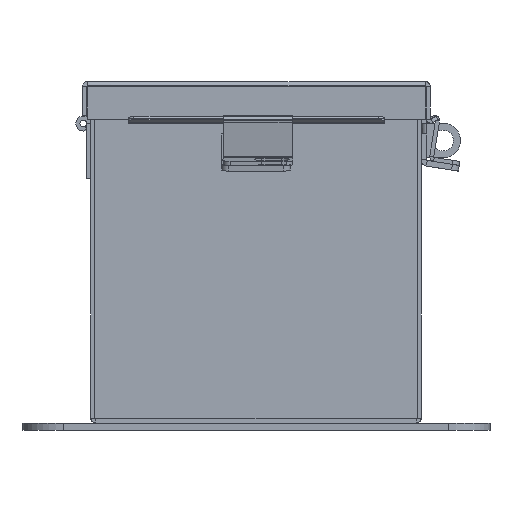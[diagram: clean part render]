
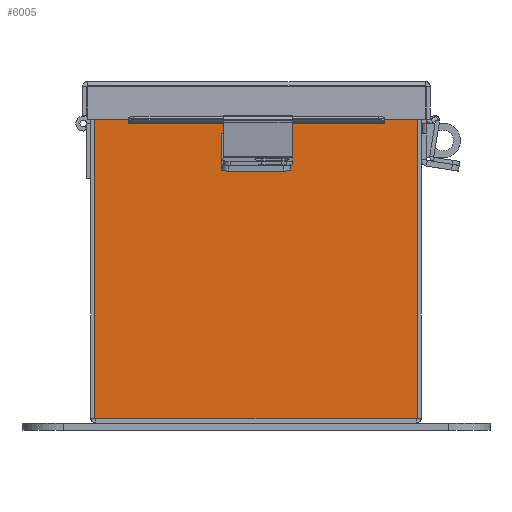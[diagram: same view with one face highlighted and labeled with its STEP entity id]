
A CAD part, front view. The second image highlights one B-rep face of the part: STEP entity #6005.
In plain terms, the highlighted face is planar.
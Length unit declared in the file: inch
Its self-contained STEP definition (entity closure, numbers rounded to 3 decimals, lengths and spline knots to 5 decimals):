
#269 = EDGE_CURVE ( 'NONE', #17724, #4705, #4138, .T. ) ;
#421 = ORIENTED_EDGE ( 'NONE', *, *, #9286, .T. ) ;
#538 = ORIENTED_EDGE ( 'NONE', *, *, #4684, .F. ) ;
#718 = LINE ( 'NONE', #23578, #16041 ) ;
#1010 = EDGE_CURVE ( 'NONE', #17724, #1345, #24429, .T. ) ;
#1137 = VERTEX_POINT ( 'NONE', #11890 ) ;
#1345 = VERTEX_POINT ( 'NONE', #17258 ) ;
#2052 = ORIENTED_EDGE ( 'NONE', *, *, #3040, .F. ) ;
#2087 = CARTESIAN_POINT ( 'NONE',  ( 0., 0., 0. ) ) ;
#2111 = DIRECTION ( 'NONE',  ( 1., 0., 0. ) ) ;
#2245 = EDGE_CURVE ( 'NONE', #12968, #17135, #14101, .T. ) ;
#2690 = AXIS2_PLACEMENT_3D ( 'NONE', #17931, #5922, #19931 ) ;
#3008 = ORIENTED_EDGE ( 'NONE', *, *, #20026, .F. ) ;
#3040 = EDGE_CURVE ( 'NONE', #5536, #1345, #718, .T. ) ;
#3294 = ORIENTED_EDGE ( 'NONE', *, *, #15411, .T. ) ;
#3371 = CARTESIAN_POINT ( 'NONE',  ( -2.61965, 0., 2.87495 ) ) ;
#4138 = LINE ( 'NONE', #16404, #15431 ) ;
#4140 = DIRECTION ( 'NONE',  ( 0., 0., -1. ) ) ;
#4391 = VERTEX_POINT ( 'NONE', #10410 ) ;
#4396 = DIRECTION ( 'NONE',  ( 0., 0., -1. ) ) ;
#4631 = CARTESIAN_POINT ( 'NONE',  ( -2.9253, 0., -2.9253 ) ) ;
#4684 = EDGE_CURVE ( 'NONE', #4391, #17467, #20305, .T. ) ;
#4705 = VERTEX_POINT ( 'NONE', #13743 ) ;
#4813 = AXIS2_PLACEMENT_3D ( 'NONE', #21716, #9754, #23733 ) ;
#5536 = VERTEX_POINT ( 'NONE', #8190 ) ;
#5652 = ORIENTED_EDGE ( 'NONE', *, *, #11701, .F. ) ;
#5922 = DIRECTION ( 'NONE',  ( 0., 1., 0. ) ) ;
#6005 = ADVANCED_FACE ( 'NONE', ( #12756 ), #12133, .F. ) ;
#6749 = CARTESIAN_POINT ( 'NONE',  ( 2.9253, 0., 2.9253 ) ) ;
#6930 = VECTOR ( 'NONE', #18739, 39.37008 ) ;
#7635 = CIRCLE ( 'NONE', #2690, 0.01868 ) ;
#8190 = CARTESIAN_POINT ( 'NONE',  ( 2.5823, 0., 2.87495 ) ) ;
#8219 = DIRECTION ( 'NONE',  ( -1., 0., 0. ) ) ;
#9267 = VERTEX_POINT ( 'NONE', #4631 ) ;
#9286 = EDGE_CURVE ( 'NONE', #11035, #1137, #13414, .T. ) ;
#9532 = DIRECTION ( 'NONE',  ( 1., 0., 0. ) ) ;
#9607 = DIRECTION ( 'NONE',  ( 0., 0., 1. ) ) ;
#9754 = DIRECTION ( 'NONE',  ( 0., 1., 0. ) ) ;
#9836 = AXIS2_PLACEMENT_3D ( 'NONE', #2087, #16153, #4140 ) ;
#9989 = VECTOR ( 'NONE', #8219, 39.37008 ) ;
#10410 = CARTESIAN_POINT ( 'NONE',  ( 2.61965, 0., 2.9253 ) ) ;
#10596 = DIRECTION ( 'NONE',  ( 1., 0., 0. ) ) ;
#10751 = ORIENTED_EDGE ( 'NONE', *, *, #1010, .T. ) ;
#10779 = ORIENTED_EDGE ( 'NONE', *, *, #24960, .T. ) ;
#11035 = VERTEX_POINT ( 'NONE', #15552 ) ;
#11630 = DIRECTION ( 'NONE',  ( 0., 0., -1. ) ) ;
#11701 = EDGE_CURVE ( 'NONE', #4705, #12968, #7635, .T. ) ;
#11885 = VECTOR ( 'NONE', #10596, 39.37008 ) ;
#11890 = CARTESIAN_POINT ( 'NONE',  ( 2.9253, 0., -2.9253 ) ) ;
#11902 = VECTOR ( 'NONE', #2111, 39.37008 ) ;
#12133 = PLANE ( 'NONE',  #9836 ) ;
#12756 = FACE_OUTER_BOUND ( 'NONE', #21341, .T. ) ;
#12968 = VERTEX_POINT ( 'NONE', #3371 ) ;
#13414 = LINE ( 'NONE', #6749, #23409 ) ;
#13654 = CARTESIAN_POINT ( 'NONE',  ( 2.61965, 0., 0. ) ) ;
#13743 = CARTESIAN_POINT ( 'NONE',  ( -2.5823, 0., 2.87495 ) ) ;
#13818 = CARTESIAN_POINT ( 'NONE',  ( -2.61965, 0., 0. ) ) ;
#14101 = LINE ( 'NONE', #13818, #24076 ) ;
#14183 = CARTESIAN_POINT ( 'NONE',  ( -2.9253, 0., -2.9253 ) ) ;
#14633 = VERTEX_POINT ( 'NONE', #23734 ) ;
#14837 = EDGE_CURVE ( 'NONE', #4391, #11035, #17196, .T. ) ;
#15411 = EDGE_CURVE ( 'NONE', #1137, #9267, #17039, .T. ) ;
#15431 = VECTOR ( 'NONE', #4396, 39.37008 ) ;
#15552 = CARTESIAN_POINT ( 'NONE',  ( 2.9253, 0., 2.9253 ) ) ;
#16041 = VECTOR ( 'NONE', #9607, 39.37008 ) ;
#16153 = DIRECTION ( 'NONE',  ( 0., -1., 0. ) ) ;
#16404 = CARTESIAN_POINT ( 'NONE',  ( -2.5823, 0., 0. ) ) ;
#16514 = CARTESIAN_POINT ( 'NONE',  ( -2.9253, 0., 2.9253 ) ) ;
#16545 = CARTESIAN_POINT ( 'NONE',  ( -2.9253, 0., 2.9253 ) ) ;
#16607 = ORIENTED_EDGE ( 'NONE', *, *, #23795, .T. ) ;
#16954 = CARTESIAN_POINT ( 'NONE',  ( -2.5823, 0., 2.9123 ) ) ;
#17039 = LINE ( 'NONE', #14183, #9989 ) ;
#17135 = VERTEX_POINT ( 'NONE', #24516 ) ;
#17196 = LINE ( 'NONE', #16545, #11885 ) ;
#17258 = CARTESIAN_POINT ( 'NONE',  ( 2.5823, 0., 2.9123 ) ) ;
#17467 = VERTEX_POINT ( 'NONE', #23783 ) ;
#17593 = LINE ( 'NONE', #22764, #6930 ) ;
#17724 = VERTEX_POINT ( 'NONE', #16954 ) ;
#17844 = LINE ( 'NONE', #16514, #11902 ) ;
#17931 = CARTESIAN_POINT ( 'NONE',  ( -2.60098, 0., 2.87495 ) ) ;
#18739 = DIRECTION ( 'NONE',  ( 0., 0., 1. ) ) ;
#19126 = VECTOR ( 'NONE', #9532, 39.37008 ) ;
#19931 = DIRECTION ( 'NONE',  ( 0., 0., -1. ) ) ;
#20026 = EDGE_CURVE ( 'NONE', #17467, #5536, #21847, .T. ) ;
#20131 = ORIENTED_EDGE ( 'NONE', *, *, #269, .F. ) ;
#20305 = LINE ( 'NONE', #13654, #25006 ) ;
#20724 = DIRECTION ( 'NONE',  ( 0., 0., -1. ) ) ;
#21341 = EDGE_LOOP ( 'NONE', ( #22852, #5652, #20131, #10751, #2052, #3008, #538, #22150, #421, #3294, #16607, #10779 ) ) ;
#21501 = CARTESIAN_POINT ( 'NONE',  ( -2.5823, 0., 2.9123 ) ) ;
#21716 = CARTESIAN_POINT ( 'NONE',  ( 2.60097, 0., 2.87495 ) ) ;
#21762 = DIRECTION ( 'NONE',  ( 0., 0., 1. ) ) ;
#21847 = CIRCLE ( 'NONE', #4813, 0.01868 ) ;
#22150 = ORIENTED_EDGE ( 'NONE', *, *, #14837, .T. ) ;
#22764 = CARTESIAN_POINT ( 'NONE',  ( -2.9253, 0., 2.9253 ) ) ;
#22852 = ORIENTED_EDGE ( 'NONE', *, *, #2245, .F. ) ;
#23409 = VECTOR ( 'NONE', #20724, 39.37008 ) ;
#23578 = CARTESIAN_POINT ( 'NONE',  ( 2.5823, 0., 0. ) ) ;
#23733 = DIRECTION ( 'NONE',  ( 0., 0., -1. ) ) ;
#23734 = CARTESIAN_POINT ( 'NONE',  ( -2.9253, 0., 2.9253 ) ) ;
#23783 = CARTESIAN_POINT ( 'NONE',  ( 2.61965, 0., 2.87495 ) ) ;
#23795 = EDGE_CURVE ( 'NONE', #9267, #14633, #17593, .T. ) ;
#24076 = VECTOR ( 'NONE', #21762, 39.37008 ) ;
#24429 = LINE ( 'NONE', #21501, #19126 ) ;
#24516 = CARTESIAN_POINT ( 'NONE',  ( -2.61965, 0., 2.9253 ) ) ;
#24960 = EDGE_CURVE ( 'NONE', #14633, #17135, #17844, .T. ) ;
#25006 = VECTOR ( 'NONE', #11630, 39.37008 ) ;
